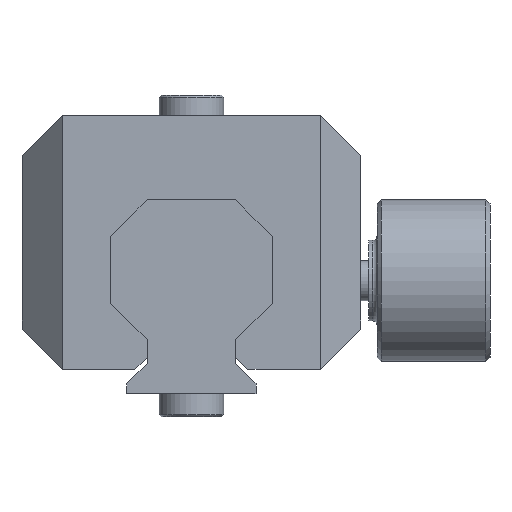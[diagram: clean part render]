
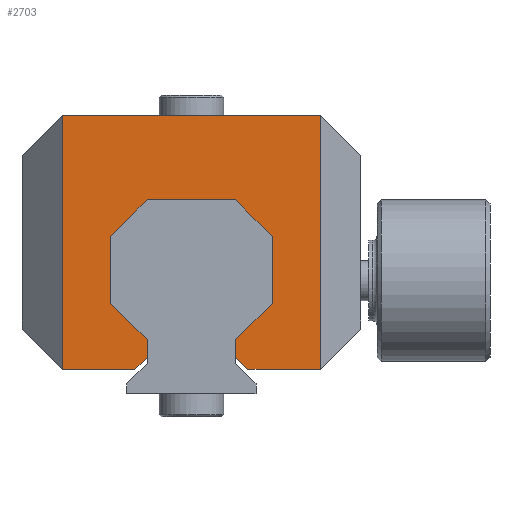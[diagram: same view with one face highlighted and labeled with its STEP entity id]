
A CAD part, front view. The second image highlights one B-rep face of the part: STEP entity #2703.
In plain terms, the highlighted face is planar.
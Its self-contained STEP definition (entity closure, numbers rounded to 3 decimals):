
#120=PLANE('',#3128);
#260=FACE_OUTER_BOUND('',#428,.T.);
#428=EDGE_LOOP('',(#2372,#2373,#2374,#2375,#2376,#2377,#2378,#2379,#2380,
#2381,#2382,#2383,#2384,#2385,#2386,#2387));
#786=LINE('',#4736,#979);
#805=LINE('',#4775,#998);
#807=LINE('',#4779,#1000);
#808=LINE('',#4781,#1001);
#809=LINE('',#4783,#1002);
#810=LINE('',#4785,#1003);
#811=LINE('',#4787,#1004);
#812=LINE('',#4789,#1005);
#813=LINE('',#4791,#1006);
#814=LINE('',#4793,#1007);
#815=LINE('',#4795,#1008);
#816=LINE('',#4797,#1009);
#817=LINE('',#4799,#1010);
#818=LINE('',#4801,#1011);
#819=LINE('',#4802,#1012);
#820=LINE('',#4803,#1013);
#979=VECTOR('',#3913,10.);
#998=VECTOR('',#3946,10.);
#1000=VECTOR('',#3950,10.);
#1001=VECTOR('',#3951,10.);
#1002=VECTOR('',#3952,10.);
#1003=VECTOR('',#3953,10.);
#1004=VECTOR('',#3954,10.);
#1005=VECTOR('',#3955,10.);
#1006=VECTOR('',#3956,10.);
#1007=VECTOR('',#3957,10.);
#1008=VECTOR('',#3958,10.);
#1009=VECTOR('',#3959,10.);
#1010=VECTOR('',#3960,10.);
#1011=VECTOR('',#3961,10.);
#1012=VECTOR('',#3962,10.);
#1013=VECTOR('',#3963,10.);
#1270=VERTEX_POINT('',#4733);
#1271=VERTEX_POINT('',#4735);
#1283=VERTEX_POINT('',#4770);
#1284=VERTEX_POINT('',#4774);
#1285=VERTEX_POINT('',#4778);
#1286=VERTEX_POINT('',#4780);
#1287=VERTEX_POINT('',#4782);
#1288=VERTEX_POINT('',#4784);
#1289=VERTEX_POINT('',#4786);
#1290=VERTEX_POINT('',#4788);
#1291=VERTEX_POINT('',#4790);
#1292=VERTEX_POINT('',#4792);
#1293=VERTEX_POINT('',#4794);
#1294=VERTEX_POINT('',#4796);
#1295=VERTEX_POINT('',#4798);
#1296=VERTEX_POINT('',#4800);
#1635=EDGE_CURVE('',#1270,#1271,#786,.T.);
#1654=EDGE_CURVE('',#1283,#1284,#805,.T.);
#1656=EDGE_CURVE('',#1270,#1285,#807,.T.);
#1657=EDGE_CURVE('',#1285,#1286,#808,.T.);
#1658=EDGE_CURVE('',#1286,#1287,#809,.T.);
#1659=EDGE_CURVE('',#1287,#1288,#810,.T.);
#1660=EDGE_CURVE('',#1288,#1289,#811,.T.);
#1661=EDGE_CURVE('',#1289,#1290,#812,.T.);
#1662=EDGE_CURVE('',#1290,#1291,#813,.T.);
#1663=EDGE_CURVE('',#1291,#1292,#814,.T.);
#1664=EDGE_CURVE('',#1292,#1293,#815,.T.);
#1665=EDGE_CURVE('',#1293,#1294,#816,.T.);
#1666=EDGE_CURVE('',#1294,#1295,#817,.T.);
#1667=EDGE_CURVE('',#1295,#1296,#818,.T.);
#1668=EDGE_CURVE('',#1296,#1284,#819,.T.);
#1669=EDGE_CURVE('',#1283,#1271,#820,.T.);
#2372=ORIENTED_EDGE('',*,*,#1635,.F.);
#2373=ORIENTED_EDGE('',*,*,#1656,.T.);
#2374=ORIENTED_EDGE('',*,*,#1657,.T.);
#2375=ORIENTED_EDGE('',*,*,#1658,.T.);
#2376=ORIENTED_EDGE('',*,*,#1659,.T.);
#2377=ORIENTED_EDGE('',*,*,#1660,.T.);
#2378=ORIENTED_EDGE('',*,*,#1661,.T.);
#2379=ORIENTED_EDGE('',*,*,#1662,.T.);
#2380=ORIENTED_EDGE('',*,*,#1663,.T.);
#2381=ORIENTED_EDGE('',*,*,#1664,.T.);
#2382=ORIENTED_EDGE('',*,*,#1665,.T.);
#2383=ORIENTED_EDGE('',*,*,#1666,.T.);
#2384=ORIENTED_EDGE('',*,*,#1667,.T.);
#2385=ORIENTED_EDGE('',*,*,#1668,.T.);
#2386=ORIENTED_EDGE('',*,*,#1654,.F.);
#2387=ORIENTED_EDGE('',*,*,#1669,.T.);
#2703=ADVANCED_FACE('',(#260),#120,.T.);
#3128=AXIS2_PLACEMENT_3D('',#4777,#3948,#3949);
#3913=DIRECTION('',(0.,0.,1.));
#3946=DIRECTION('',(0.,0.,-1.));
#3948=DIRECTION('center_axis',(0.,1.,0.));
#3949=DIRECTION('ref_axis',(0.,0.,1.));
#3950=DIRECTION('',(-1.,0.,0.));
#3951=DIRECTION('',(-0.707,0.,0.707));
#3952=DIRECTION('',(0.,0.,1.));
#3953=DIRECTION('',(0.707,0.,0.707));
#3954=DIRECTION('',(0.,0.,1.));
#3955=DIRECTION('',(-0.707,0.,0.707));
#3956=DIRECTION('',(-1.,0.,0.));
#3957=DIRECTION('',(-0.707,0.,-0.707));
#3958=DIRECTION('',(0.,0.,-1.));
#3959=DIRECTION('',(0.707,0.,-0.707));
#3960=DIRECTION('',(0.,0.,-1.));
#3961=DIRECTION('',(-0.707,0.,-0.707));
#3962=DIRECTION('',(-1.,0.,0.));
#3963=DIRECTION('',(1.,0.,0.));
#4733=CARTESIAN_POINT('',(16.,17.,-31.5));
#4735=CARTESIAN_POINT('',(16.,17.,0.));
#4736=CARTESIAN_POINT('',(16.,17.,-10.337));
#4770=CARTESIAN_POINT('',(-16.,17.,0.));
#4774=CARTESIAN_POINT('',(-16.,17.,-31.5));
#4775=CARTESIAN_POINT('',(-16.,17.,-21.087));
#4777=CARTESIAN_POINT('Origin',(0.,17.,-15.674));
#4778=CARTESIAN_POINT('',(7.,17.,-31.5));
#4779=CARTESIAN_POINT('',(16.,17.,-31.5));
#4780=CARTESIAN_POINT('',(5.5,17.,-30.));
#4781=CARTESIAN_POINT('',(7.,17.,-31.5));
#4782=CARTESIAN_POINT('',(5.5,17.,-27.784));
#4783=CARTESIAN_POINT('',(5.5,17.,-30.));
#4784=CARTESIAN_POINT('',(10.,17.,-23.284));
#4785=CARTESIAN_POINT('',(5.5,17.,-27.784));
#4786=CARTESIAN_POINT('',(10.,17.,-15.));
#4787=CARTESIAN_POINT('',(10.,17.,-23.284));
#4788=CARTESIAN_POINT('',(5.5,17.,-10.5));
#4789=CARTESIAN_POINT('',(10.,17.,-15.));
#4790=CARTESIAN_POINT('',(-5.5,17.,-10.5));
#4791=CARTESIAN_POINT('',(5.5,17.,-10.5));
#4792=CARTESIAN_POINT('',(-10.,17.,-15.));
#4793=CARTESIAN_POINT('',(-5.5,17.,-10.5));
#4794=CARTESIAN_POINT('',(-10.,17.,-23.284));
#4795=CARTESIAN_POINT('',(-10.,17.,-15.));
#4796=CARTESIAN_POINT('',(-5.5,17.,-27.784));
#4797=CARTESIAN_POINT('',(-10.,17.,-23.284));
#4798=CARTESIAN_POINT('',(-5.5,17.,-30.));
#4799=CARTESIAN_POINT('',(-5.5,17.,-27.784));
#4800=CARTESIAN_POINT('',(-7.,17.,-31.5));
#4801=CARTESIAN_POINT('',(-5.5,17.,-30.));
#4802=CARTESIAN_POINT('',(-7.,17.,-31.5));
#4803=CARTESIAN_POINT('',(-16.,17.,0.));
